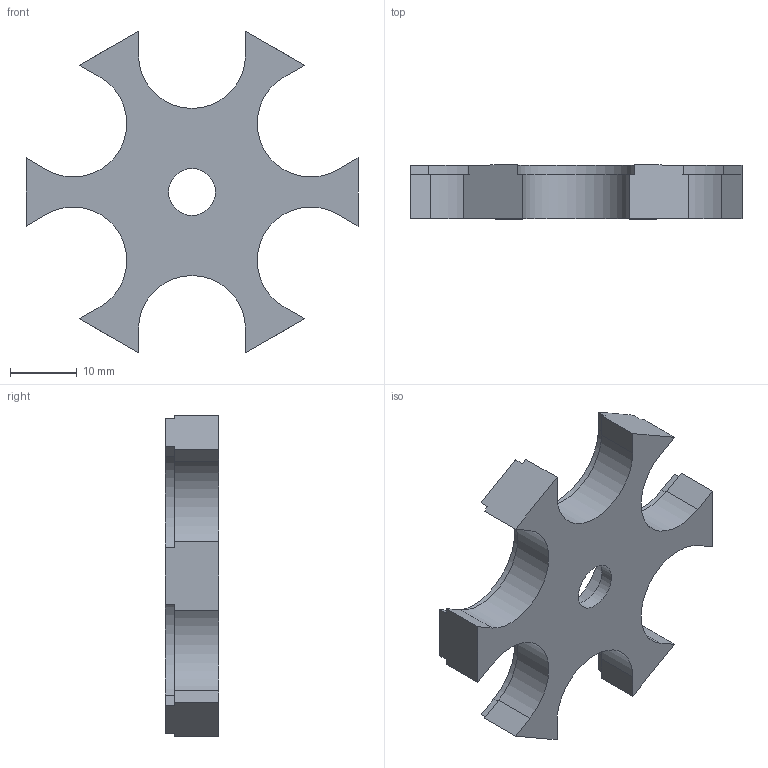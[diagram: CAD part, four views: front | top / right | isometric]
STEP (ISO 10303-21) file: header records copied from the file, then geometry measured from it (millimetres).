
FILE_DESCRIPTION(/* description */ (''),/* implementation_level */ '2;1');
FILE_NAME(/* name */ 'motor15.stp',/* time_stamp */ '2023-09-09T12:07:55+02:00',/* author */ ('techn'),/* organization */ (''),/* preprocessor_version */ 'ST-DEVELOPER v18.1',/* originating_system */ 'Autodesk Inventor 2022',/* authorisation */ '');
FILE_SCHEMA (('AUTOMOTIVE_DESIGN { 1 0 10303 214 3 1 1 }'));
Length unit declared in the file: millimetre
Products named in the file (1): motor15
Bounding box: 49.65 x 8 x 48.09 mm (x, y, z)
Volume: 5769.1 mm3; surface area: 4297.5 mm2
Topology: 1 solids, 1 shells, 53 faces, 150 edges, 100 vertices
Faces by surface type: plane 39, cylinder 14
Full cylindrical faces by diameter (mm): 7 x1, 19 x1
Entity records: 1759 total; most frequent: CARTESIAN_POINT 304, ORIENTED_EDGE 300, DIRECTION 286, EDGE_CURVE 150, LINE 122, VECTOR 122, VERTEX_POINT 100, AXIS2_PLACEMENT_3D 82
